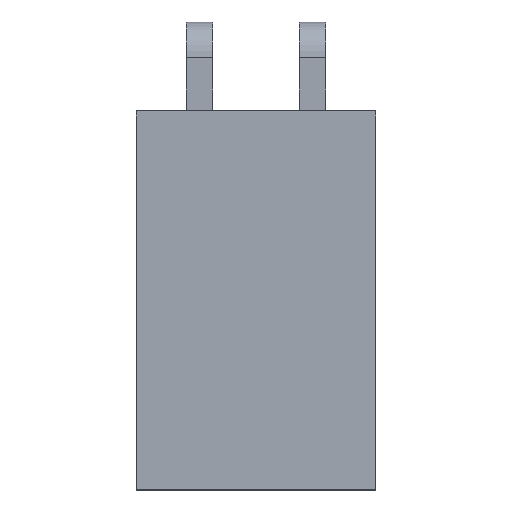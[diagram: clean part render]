
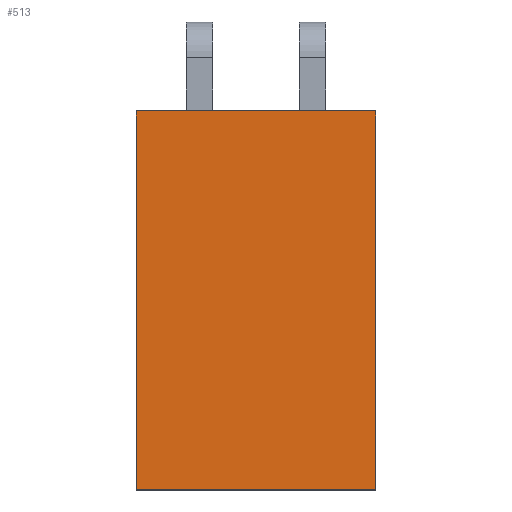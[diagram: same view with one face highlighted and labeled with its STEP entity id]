
A CAD part, top view. The second image highlights one B-rep face of the part: STEP entity #513.
In plain terms, the highlighted planar face has unit normal (0, 0, 1).
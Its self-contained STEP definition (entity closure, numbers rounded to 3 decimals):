
#513=ADVANCED_FACE('',(#1167),#1169,.T.);
#1167=FACE_BOUND('',#1168,.T.);
#1168=EDGE_LOOP('',(#1702,#1703,#1704,#1705));
#1169=PLANE('',#1170);
#1170=AXIS2_PLACEMENT_3D('',#1171,#1172,#1173);
#1171=CARTESIAN_POINT('',(3.96,-10.3,2.5));
#1172=DIRECTION('',(0.,-0.,1.));
#1173=DIRECTION('',(0.,1.,0.));
#1702=ORIENTED_EDGE('',*,*,#2011,.T.);
#1703=ORIENTED_EDGE('',*,*,#2043,.T.);
#1704=ORIENTED_EDGE('',*,*,#2041,.F.);
#1705=ORIENTED_EDGE('',*,*,#2053,.F.);
#2011=EDGE_CURVE('',#2294,#2292,#2295,.T.);
#2041=EDGE_CURVE('',#2344,#2346,#2347,.T.);
#2043=EDGE_CURVE('',#2292,#2346,#2349,.T.);
#2053=EDGE_CURVE('',#2294,#2344,#2361,.T.);
#2292=VERTEX_POINT('',#2818);
#2294=VERTEX_POINT('',#2822);
#2295=LINE('',#2823,#2824);
#2344=VERTEX_POINT('',#2930);
#2346=VERTEX_POINT('',#2934);
#2347=LINE('',#2935,#2936);
#2349=LINE('',#2941,#2942);
#2361=LINE('',#2973,#2974);
#2818=CARTESIAN_POINT('',(3.96,-1.8,2.5));
#2822=CARTESIAN_POINT('',(3.96,-10.3,2.5));
#2823=CARTESIAN_POINT('',(3.96,-10.3,2.5));
#2824=VECTOR('',#2825,1.);
#2825=DIRECTION('',(0.,1.,0.));
#2930=CARTESIAN_POINT('',(-1.42,-10.3,2.5));
#2934=CARTESIAN_POINT('',(-1.42,-1.8,2.5));
#2935=CARTESIAN_POINT('',(-1.42,-10.3,2.5));
#2936=VECTOR('',#2937,1.);
#2937=DIRECTION('',(0.,1.,0.));
#2941=CARTESIAN_POINT('',(3.96,-1.8,2.5));
#2942=VECTOR('',#2943,1.);
#2943=DIRECTION('',(-1.,0.,0.));
#2973=CARTESIAN_POINT('',(3.96,-10.3,2.5));
#2974=VECTOR('',#2975,1.);
#2975=DIRECTION('',(-1.,0.,0.));
